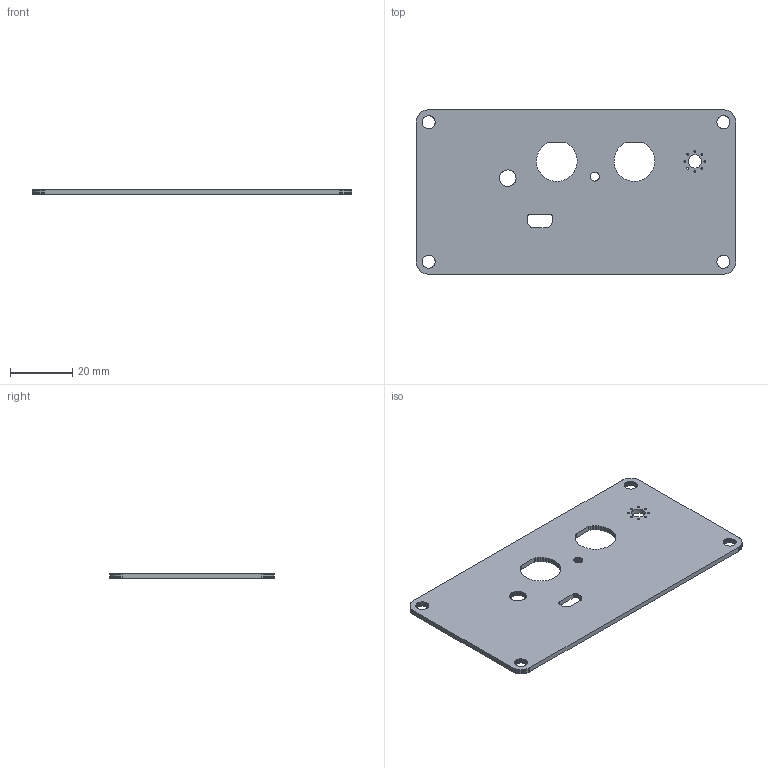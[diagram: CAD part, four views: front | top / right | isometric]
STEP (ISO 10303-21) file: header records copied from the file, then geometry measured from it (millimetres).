
FILE_DESCRIPTION(('KiCad electronic assembly'),'2;1');
FILE_NAME('pulse_generator_endplate_1455NF.step','2023-05-24T16:25:28',( 'Pcbnew'),('Kicad'),'Open CASCADE STEP processor 7.6', 'KiCad to STEP converter','Unknown');
FILE_SCHEMA(('AUTOMOTIVE_DESIGN { 1 0 10303 214 1 1 1 1 }'));
Length unit declared in the file: millimetre
Products named in the file (2): pulse_generator_endplate_1455NF 1; pulse_generator_endplate_1455NF PCB
Assembly tree (1 placements, depth 2):
  pulse_generator_endplate_1455NF 1
    pulse_generator_endplate_1455NF PCB
Bounding box: 103 x 53 x 1.6 mm (x, y, z)
Volume: 8077.5 mm3; surface area: 10922.9 mm2
Topology: 1 solids, 1 shells, 524 faces, 1566 edges, 1044 vertices
Faces by surface type: plane 515, cylinder 9
Full cylindrical faces by diameter (mm): 0.6 x8, 4.3 x1
Entity records: 37799 total; most frequent: CARTESIAN_POINT 6376, DIRECTION 5750, LINE 4662, VECTOR 4662, ORIENTED_EDGE 3132, PCURVE 3132, DEFINITIONAL_REPRESENTATION 3132, EDGE_CURVE 1566
